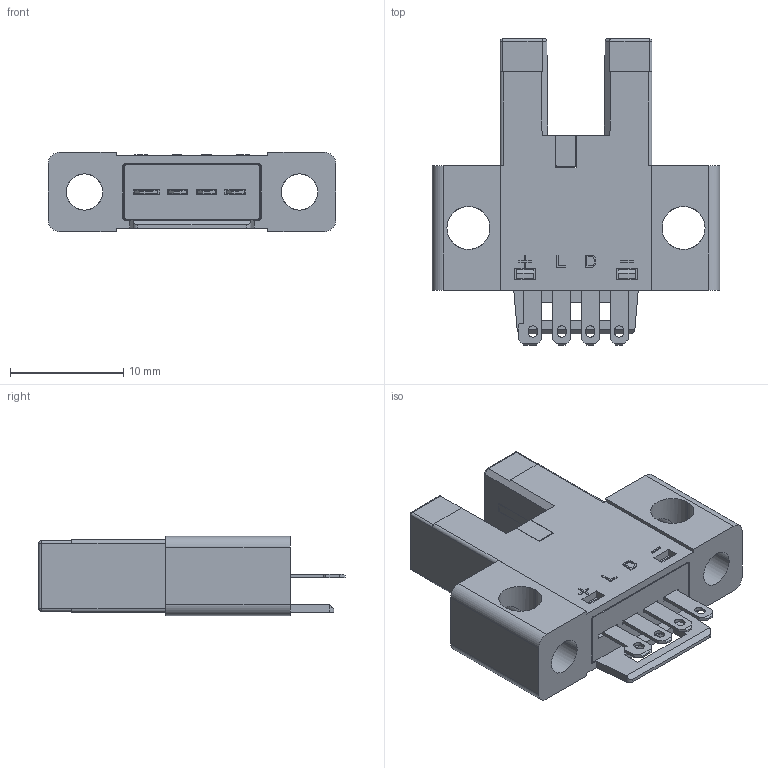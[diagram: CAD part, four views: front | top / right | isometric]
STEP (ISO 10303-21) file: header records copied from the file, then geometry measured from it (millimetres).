
FILE_DESCRIPTION((''),'2;1');
FILE_NAME('GL5_U_CO_ASM','2011-03-29T',('sereneee'),(''),'PRO/ENGINEER BY PARAMETRIC TECHNOLOGY CORPORATION, 2006140','PRO/ENGINEER BY PARAMETRIC TECHNOLOGY CORPORATION, 2006140','');
FILE_SCHEMA(('CONFIG_CONTROL_DESIGN'));
Length unit declared in the file: millimetre
Products named in the file (10): MSBR-13; MSBR-12; MSBR-11; MSBR-10; MSBR-9; MSBR-8; MSBR-7; MSBR-3; MSBR-1; GL5_U_CO_ASM
Assembly tree (9 placements, depth 2):
  GL5_U_CO_ASM
    MSBR-13
    MSBR-12
    MSBR-11
    MSBR-10
    MSBR-9
    MSBR-8
    MSBR-7
    MSBR-3
    MSBR-1
Bounding box: 25.4 x 27.05 x 7 mm (x, y, z)
Volume: 1372.2 mm3; surface area: 2910.6 mm2
Topology: 9 solids, 9 shells, 413 faces, 1137 edges, 746 vertices
Faces by surface type: plane 338, cylinder 71, sphere 4
Entity records: 13561 total; most frequent: CARTESIAN_POINT 2748, ORIENTED_EDGE 2274, DIRECTION 2053, EDGE_CURVE 1137, VECTOR 993, LINE 993, VERTEX_POINT 746, AXIS2_PLACEMENT_3D 530
